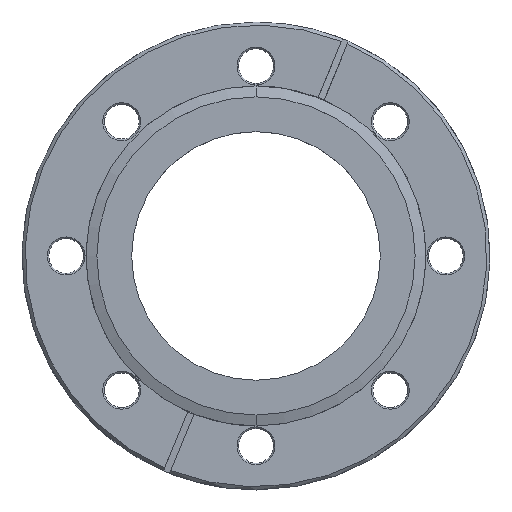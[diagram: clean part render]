
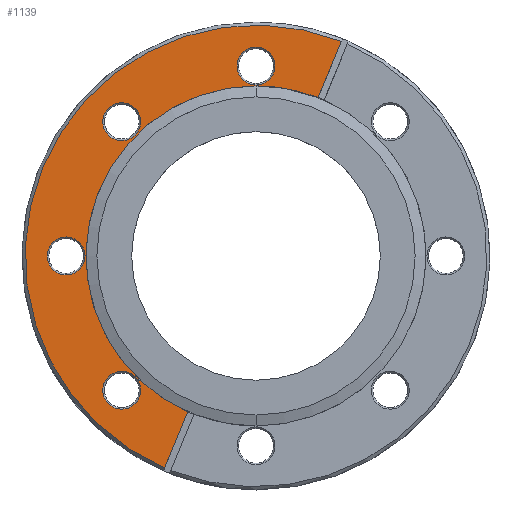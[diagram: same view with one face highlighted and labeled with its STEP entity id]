
A CAD part, top view. The second image highlights one B-rep face of the part: STEP entity #1139.
In plain terms, the highlighted planar face has unit normal (0, 0, 1).
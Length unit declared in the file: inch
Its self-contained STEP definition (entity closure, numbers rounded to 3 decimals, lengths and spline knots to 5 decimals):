
#20=DIRECTION('',(-0.383,-0.924,0.));
#21=VECTOR('',#20,0.58008);
#22=CARTESIAN_POINT('',(-0.65062,-1.48907,0.));
#23=LINE('',#22,#21);
#24=DIRECTION('',(-0.383,-0.924,0.));
#25=VECTOR('',#24,0.58008);
#26=CARTESIAN_POINT('',(0.81486,2.04891,0.));
#27=LINE('',#26,#25);
#28=CARTESIAN_POINT('',(0.,0.,0.));
#29=DIRECTION('',(0.,0.,1.));
#30=DIRECTION('',(0.365,0.931,0.));
#31=AXIS2_PLACEMENT_3D('',#28,#29,#30);
#33=CARTESIAN_POINT('',(0.,0.,0.));
#34=DIRECTION('',(0.,0.,1.));
#35=DIRECTION('',(0.,1.,0.));
#36=AXIS2_PLACEMENT_3D('',#33,#34,#35);
#38=CARTESIAN_POINT('',(0.,1.814,0.));
#39=DIRECTION('',(0.,0.,-1.));
#40=DIRECTION('',(-1.,0.,0.));
#41=AXIS2_PLACEMENT_3D('',#38,#39,#40);
#56=CARTESIAN_POINT('',(0.,1.814,0.));
#57=DIRECTION('',(0.,0.,-1.));
#58=DIRECTION('',(1.,0.,0.));
#59=AXIS2_PLACEMENT_3D('',#56,#57,#58);
#197=CARTESIAN_POINT('',(0.,0.,0.));
#198=DIRECTION('',(0.,0.,1.));
#199=DIRECTION('',(0.37,0.929,0.));
#200=AXIS2_PLACEMENT_3D('',#197,#198,#199);
#680=CARTESIAN_POINT('',(-1.28269,-1.28269,0.));
#681=DIRECTION('',(0.,0.,-1.));
#682=DIRECTION('',(1.,0.,0.));
#683=AXIS2_PLACEMENT_3D('',#680,#681,#682);
#690=CARTESIAN_POINT('',(-1.28269,-1.28269,0.));
#691=DIRECTION('',(0.,0.,-1.));
#692=DIRECTION('',(-1.,0.,0.));
#693=AXIS2_PLACEMENT_3D('',#690,#691,#692);
#744=CARTESIAN_POINT('',(-1.814,0.,0.));
#745=DIRECTION('',(0.,0.,-1.));
#746=DIRECTION('',(1.,0.,0.));
#747=AXIS2_PLACEMENT_3D('',#744,#745,#746);
#754=CARTESIAN_POINT('',(-1.814,0.,0.));
#755=DIRECTION('',(0.,0.,-1.));
#756=DIRECTION('',(-1.,0.,0.));
#757=AXIS2_PLACEMENT_3D('',#754,#755,#756);
#808=CARTESIAN_POINT('',(-1.28269,1.28269,0.));
#809=DIRECTION('',(0.,0.,-1.));
#810=DIRECTION('',(1.,0.,0.));
#811=AXIS2_PLACEMENT_3D('',#808,#809,#810);
#818=CARTESIAN_POINT('',(-1.28269,1.28269,0.));
#819=DIRECTION('',(0.,0.,-1.));
#820=DIRECTION('',(-1.,0.,0.));
#821=AXIS2_PLACEMENT_3D('',#818,#819,#820);
#852=CARTESIAN_POINT('',(0.,1.625,0.));
#853=VERTEX_POINT('',#852);
#868=CARTESIAN_POINT('',(0.181,1.814,0.));
#869=CARTESIAN_POINT('',(-0.181,1.814,0.));
#870=VERTEX_POINT('',#868);
#871=VERTEX_POINT('',#869);
#948=CARTESIAN_POINT('',(-1.10169,-1.28269,0.));
#949=CARTESIAN_POINT('',(-1.46369,-1.28269,0.));
#950=VERTEX_POINT('',#948);
#951=VERTEX_POINT('',#949);
#984=CARTESIAN_POINT('',(-1.633,0.,0.));
#985=CARTESIAN_POINT('',(-1.995,0.,0.));
#986=VERTEX_POINT('',#984);
#987=VERTEX_POINT('',#985);
#1000=CARTESIAN_POINT('',(-1.10169,1.28269,0.));
#1001=CARTESIAN_POINT('',(-1.46369,1.28269,0.));
#1002=VERTEX_POINT('',#1000);
#1003=VERTEX_POINT('',#1001);
#1020=CARTESIAN_POINT('',(0.81486,2.04891,0.));
#1021=CARTESIAN_POINT('',(0.59287,1.51299,0.));
#1022=VERTEX_POINT('',#1020);
#1023=VERTEX_POINT('',#1021);
#1040=CARTESIAN_POINT('',(-0.65062,-1.48907,0.));
#1041=CARTESIAN_POINT('',(-0.8726,-2.02499,0.));
#1042=VERTEX_POINT('',#1040);
#1043=VERTEX_POINT('',#1041);
#1098=CARTESIAN_POINT('',(0.,0.,0.));
#1099=DIRECTION('',(0.,0.,-1.));
#1100=DIRECTION('',(0.,-1.,0.));
#1101=AXIS2_PLACEMENT_3D('',#1098,#1099,#1100);
#1102=PLANE('',#1101);
#1104=ORIENTED_EDGE('',*,*,#1103,.T.);
#1106=ORIENTED_EDGE('',*,*,#1105,.F.);
#1108=ORIENTED_EDGE('',*,*,#1107,.T.);
#1110=ORIENTED_EDGE('',*,*,#1109,.T.);
#1112=ORIENTED_EDGE('',*,*,#1111,.T.);
#1113=EDGE_LOOP('',(#1104,#1106,#1108,#1110,#1112));
#1114=FACE_OUTER_BOUND('',#1113,.F.);
#1116=ORIENTED_EDGE('',*,*,#1115,.F.);
#1118=ORIENTED_EDGE('',*,*,#1117,.F.);
#1119=EDGE_LOOP('',(#1116,#1118));
#1120=FACE_BOUND('',#1119,.F.);
#1122=ORIENTED_EDGE('',*,*,#1121,.F.);
#1124=ORIENTED_EDGE('',*,*,#1123,.F.);
#1125=EDGE_LOOP('',(#1122,#1124));
#1126=FACE_BOUND('',#1125,.F.);
#1128=ORIENTED_EDGE('',*,*,#1127,.F.);
#1130=ORIENTED_EDGE('',*,*,#1129,.F.);
#1131=EDGE_LOOP('',(#1128,#1130));
#1132=FACE_BOUND('',#1131,.F.);
#1134=ORIENTED_EDGE('',*,*,#1133,.F.);
#1136=ORIENTED_EDGE('',*,*,#1135,.F.);
#1137=EDGE_LOOP('',(#1134,#1136));
#1138=FACE_BOUND('',#1137,.F.);
#1139=ADVANCED_FACE('',(#1114,#1120,#1126,#1132,#1138),#1102,.F.);
#32=CIRCLE('',#31,1.625);
#37=CIRCLE('',#36,1.625);
#42=CIRCLE('',#41,0.181);
#60=CIRCLE('',#59,0.181);
#201=CIRCLE('',#200,2.205);
#684=CIRCLE('',#683,0.181);
#694=CIRCLE('',#693,0.181);
#748=CIRCLE('',#747,0.181);
#758=CIRCLE('',#757,0.181);
#812=CIRCLE('',#811,0.181);
#822=CIRCLE('',#821,0.181);
#1103=EDGE_CURVE('',#1042,#1043,#23,.T.);
#1105=EDGE_CURVE('',#1022,#1043,#201,.T.);
#1107=EDGE_CURVE('',#1022,#1023,#27,.T.);
#1109=EDGE_CURVE('',#1023,#853,#32,.T.);
#1111=EDGE_CURVE('',#853,#1042,#37,.T.);
#1115=EDGE_CURVE('',#871,#870,#42,.T.);
#1117=EDGE_CURVE('',#870,#871,#60,.T.);
#1121=EDGE_CURVE('',#951,#950,#694,.T.);
#1123=EDGE_CURVE('',#950,#951,#684,.T.);
#1127=EDGE_CURVE('',#987,#986,#758,.T.);
#1129=EDGE_CURVE('',#986,#987,#748,.T.);
#1133=EDGE_CURVE('',#1003,#1002,#822,.T.);
#1135=EDGE_CURVE('',#1002,#1003,#812,.T.);
